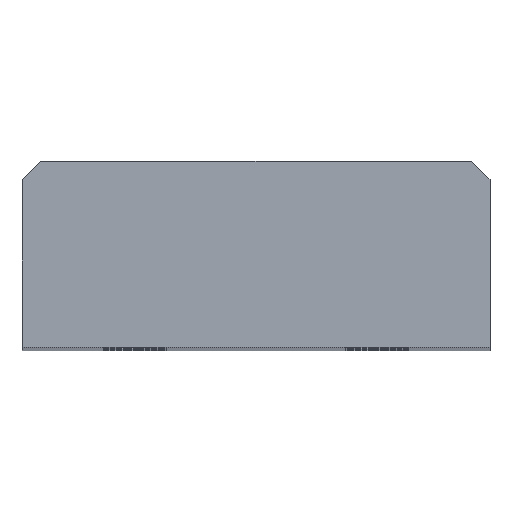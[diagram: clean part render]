
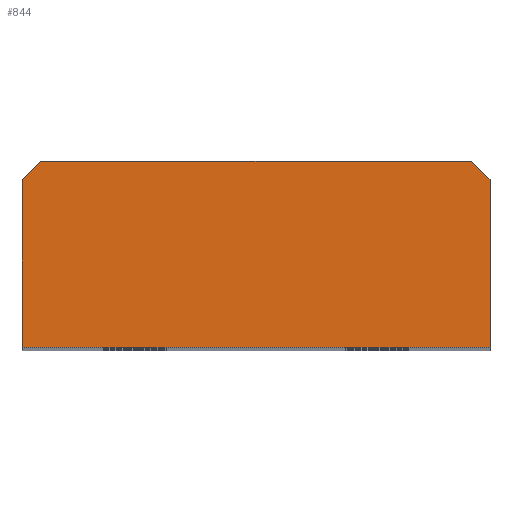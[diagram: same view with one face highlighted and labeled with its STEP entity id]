
A CAD part, top view. The second image highlights one B-rep face of the part: STEP entity #844.
In plain terms, the highlighted planar face has unit normal (0, 0, 1).
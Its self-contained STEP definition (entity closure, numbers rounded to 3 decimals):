
#172=ORIENTED_EDGE('',*,*,#327,.T.);
#173=ORIENTED_EDGE('',*,*,#350,.T.);
#174=ORIENTED_EDGE('',*,*,#346,.T.);
#175=ORIENTED_EDGE('',*,*,#351,.T.);
#176=ORIENTED_EDGE('',*,*,#300,.T.);
#177=ORIENTED_EDGE('',*,*,#324,.T.);
#300=EDGE_CURVE('',#390,#391,#474,.T.);
#324=EDGE_CURVE('',#391,#413,#480,.T.);
#327=EDGE_CURVE('',#413,#415,#483,.T.);
#346=EDGE_CURVE('',#434,#435,#484,.T.);
#350=EDGE_CURVE('',#415,#434,#488,.F.);
#351=EDGE_CURVE('',#435,#390,#489,.F.);
#390=VERTEX_POINT('',#1340);
#391=VERTEX_POINT('',#1341);
#413=VERTEX_POINT('',#1387);
#415=VERTEX_POINT('',#1393);
#434=VERTEX_POINT('',#1433);
#435=VERTEX_POINT('',#1434);
#474=LINE('',#1339,#492);
#480=LINE('',#1388,#498);
#483=LINE('',#1394,#501);
#484=LINE('',#1432,#502);
#488=LINE('',#1441,#506);
#489=LINE('',#1442,#507);
#492=VECTOR('',#1053,1000.);
#498=VECTOR('',#1097,1000.);
#501=VECTOR('',#1102,1000.);
#502=VECTOR('',#1141,1000.);
#506=VECTOR('',#1147,1000.);
#507=VECTOR('',#1148,1000.);
#550=EDGE_LOOP('',(#172,#173,#174,#175,#176,#177));
#702=FACE_BOUND('',#550,.T.);
#818=PLANE('',#955);
#844=ADVANCED_FACE('',(#702),#818,.T.);
#955=AXIS2_PLACEMENT_3D('',#1440,#1145,#1146);
#1053=DIRECTION('',(0.,-1.,0.));
#1097=DIRECTION('',(1.,0.,0.));
#1102=DIRECTION('',(0.,1.,0.));
#1141=DIRECTION('',(-1.,0.,0.));
#1145=DIRECTION('',(0.,0.,1.));
#1146=DIRECTION('',(1.,0.,0.));
#1147=DIRECTION('',(0.707,-0.707,0.));
#1148=DIRECTION('',(0.707,0.707,0.));
#1339=CARTESIAN_POINT('',(-12.6,10.,110.));
#1340=CARTESIAN_POINT('',(-12.6,9.,110.));
#1341=CARTESIAN_POINT('',(-12.6,0.,110.));
#1387=CARTESIAN_POINT('',(12.6,0.,110.));
#1388=CARTESIAN_POINT('',(-12.6,0.,110.));
#1393=CARTESIAN_POINT('',(12.6,9.,110.));
#1394=CARTESIAN_POINT('',(12.6,0.,110.));
#1432=CARTESIAN_POINT('',(12.6,10.,110.));
#1433=CARTESIAN_POINT('',(11.6,10.,110.));
#1434=CARTESIAN_POINT('',(-11.6,10.,110.));
#1440=CARTESIAN_POINT('',(-12.6,0.,110.));
#1441=CARTESIAN_POINT('',(4.5,17.1,110.));
#1442=CARTESIAN_POINT('',(-17.1,4.5,110.));
